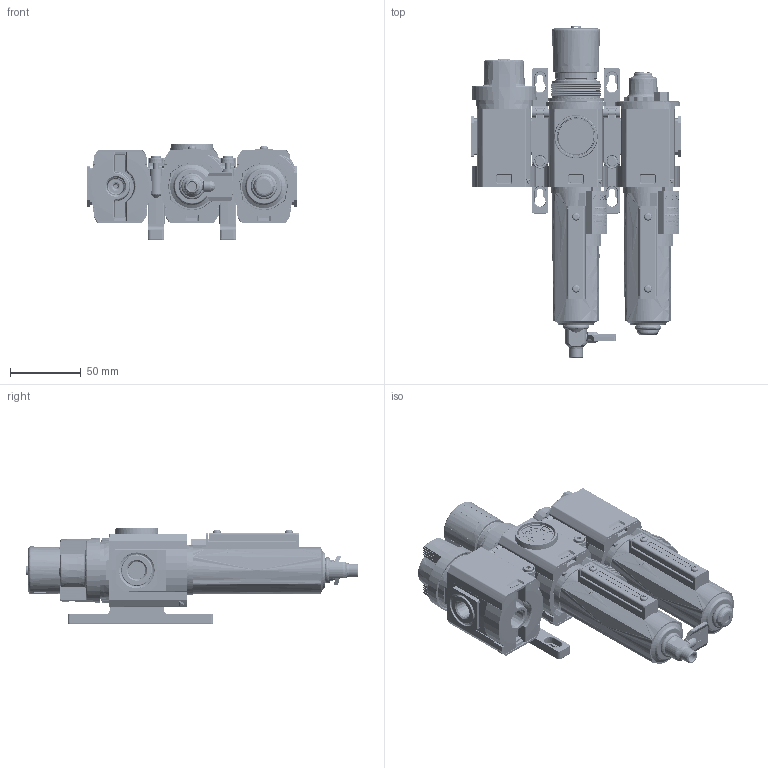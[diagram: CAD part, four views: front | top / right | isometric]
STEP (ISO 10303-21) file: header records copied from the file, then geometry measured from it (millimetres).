
FILE_DESCRIPTION (( 'STEP AP203' ), '1' );
FILE_NAME ('BL82-271A.step', '2021-09-07T17:58:57', ( '' ), ( '' ), 'SwSTEP 2.0', 'SolidWorks 2021', '' );
FILE_SCHEMA (( 'CONFIG_CONTROL_DESIGN' ));
Products named in the file (1): BL82-271A
Bounding box: 148.3 x 235.13 x 67.97 mm (x, y, z)
Volume: 620208.7 mm3; surface area: 212413.2 mm2
Topology: 20 solids, 20 shells, 5439 faces, 14871 edges, 9724 vertices
Faces by surface type: plane 2310, cylinder 2179, bspline 513, cone 433, torus 4
Entity records: 189010 total; most frequent: CARTESIAN_POINT 53177, ORIENTED_EDGE 29738, DIRECTION 27639, EDGE_CURVE 14869, AXIS2_PLACEMENT_3D 10055, VERTEX_POINT 9724, VECTOR 7529, LINE 7529
